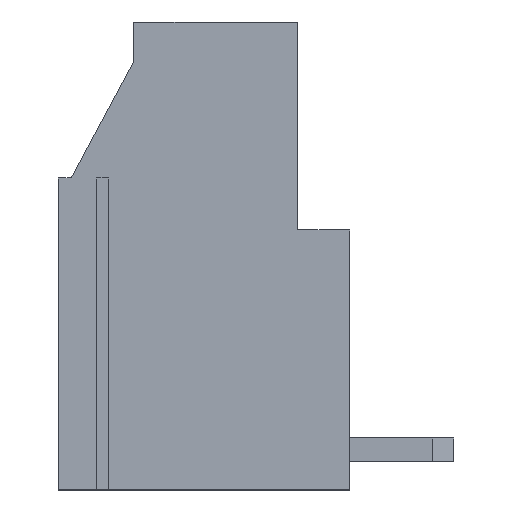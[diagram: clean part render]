
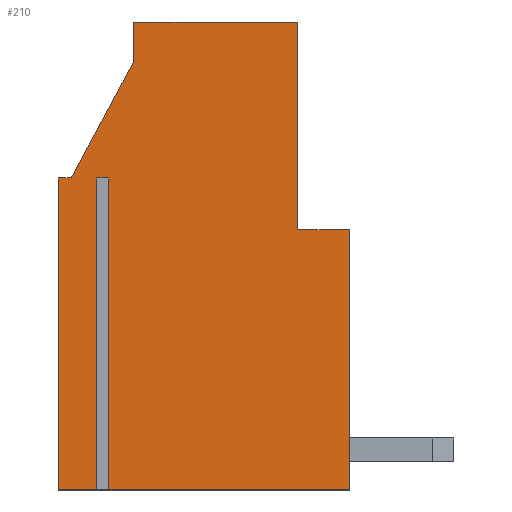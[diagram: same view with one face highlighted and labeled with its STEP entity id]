
A CAD part, front view. The second image highlights one B-rep face of the part: STEP entity #210.
In plain terms, the highlighted planar face has unit normal (0, -1, 0).
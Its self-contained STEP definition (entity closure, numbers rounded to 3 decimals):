
#210 = ADVANCED_FACE( '', ( #482 ), #483, .T. );
#482 = FACE_OUTER_BOUND( '', #836, .T. );
#483 = PLANE( '', #837 );
#836 = EDGE_LOOP( '', ( #1276, #1277, #1278, #1279, #1280, #1281, #1282, #1283, #1284, #1285, #1286, #1287, #1288 ) );
#837 = AXIS2_PLACEMENT_3D( '', #1289, #1290, #1291 );
#1276 = ORIENTED_EDGE( '', *, *, #2242, .T. );
#1277 = ORIENTED_EDGE( '', *, *, #2243, .F. );
#1278 = ORIENTED_EDGE( '', *, *, #2176, .T. );
#1279 = ORIENTED_EDGE( '', *, *, #2244, .T. );
#1280 = ORIENTED_EDGE( '', *, *, #2245, .T. );
#1281 = ORIENTED_EDGE( '', *, *, #2246, .F. );
#1282 = ORIENTED_EDGE( '', *, *, #2247, .F. );
#1283 = ORIENTED_EDGE( '', *, *, #2184, .F. );
#1284 = ORIENTED_EDGE( '', *, *, #2248, .T. );
#1285 = ORIENTED_EDGE( '', *, *, #2249, .T. );
#1286 = ORIENTED_EDGE( '', *, *, #2228, .T. );
#1287 = ORIENTED_EDGE( '', *, *, #2198, .T. );
#1288 = ORIENTED_EDGE( '', *, *, #2250, .T. );
#1289 = CARTESIAN_POINT( '', ( 0., -7.5, 0. ) );
#1290 = DIRECTION( '', ( 0., -1., 0. ) );
#1291 = DIRECTION( '', ( 0., 0., -1. ) );
#2176 = EDGE_CURVE( '', #2594, #2602, #2604, .T. );
#2184 = EDGE_CURVE( '', #2616, #2618, #2619, .T. );
#2198 = EDGE_CURVE( '', #2641, #2642, #2643, .T. );
#2228 = EDGE_CURVE( '', #2694, #2641, #2695, .T. );
#2242 = EDGE_CURVE( '', #2718, #2719, #2720, .T. );
#2243 = EDGE_CURVE( '', #2594, #2719, #2721, .T. );
#2244 = EDGE_CURVE( '', #2602, #2722, #2723, .T. );
#2245 = EDGE_CURVE( '', #2722, #2724, #2725, .T. );
#2246 = EDGE_CURVE( '', #2726, #2724, #2727, .T. );
#2247 = EDGE_CURVE( '', #2618, #2726, #2728, .T. );
#2248 = EDGE_CURVE( '', #2616, #2729, #2730, .T. );
#2249 = EDGE_CURVE( '', #2729, #2694, #2731, .T. );
#2250 = EDGE_CURVE( '', #2642, #2718, #2732, .T. );
#2594 = VERTEX_POINT( '', #3215 );
#2602 = VERTEX_POINT( '', #3225 );
#2604 = LINE( '', #3228, #3229 );
#2616 = VERTEX_POINT( '', #3243 );
#2618 = VERTEX_POINT( '', #3246 );
#2619 = LINE( '', #3247, #3248 );
#2641 = VERTEX_POINT( '', #3280 );
#2642 = VERTEX_POINT( '', #3281 );
#2643 = LINE( '', #3282, #3283 );
#2694 = VERTEX_POINT( '', #3356 );
#2695 = LINE( '', #3357, #3358 );
#2718 = VERTEX_POINT( '', #3391 );
#2719 = VERTEX_POINT( '', #3392 );
#2720 = LINE( '', #3393, #3394 );
#2721 = LINE( '', #3395, #3396 );
#2722 = VERTEX_POINT( '', #3397 );
#2723 = LINE( '', #3398, #3399 );
#2724 = VERTEX_POINT( '', #3400 );
#2725 = LINE( '', #3401, #3402 );
#2726 = VERTEX_POINT( '', #3403 );
#2727 = LINE( '', #3404, #3405 );
#2728 = LINE( '', #3406, #3407 );
#2729 = VERTEX_POINT( '', #3408 );
#2730 = LINE( '', #3409, #3410 );
#2731 = LINE( '', #3411, #3412 );
#2732 = LINE( '', #3413, #3414 );
#3215 = CARTESIAN_POINT( '', ( 1.47, -7.5, 12. ) );
#3225 = CARTESIAN_POINT( '', ( 1.93, -7.5, 12. ) );
#3228 = CARTESIAN_POINT( '', ( 1.47, -7.5, 12. ) );
#3229 = VECTOR( '', #4062, 1000. );
#3243 = CARTESIAN_POINT( '', ( 9.2, -7.5, 18. ) );
#3246 = CARTESIAN_POINT( '', ( 9.2, -7.5, 10. ) );
#3247 = CARTESIAN_POINT( '', ( 9.2, -7.5, 18. ) );
#3248 = VECTOR( '', #4072, 1000. );
#3280 = CARTESIAN_POINT( '', ( 0.5, -7.5, 12. ) );
#3281 = CARTESIAN_POINT( '', ( 0., -7.5, 12. ) );
#3282 = CARTESIAN_POINT( '', ( 5.35, -7.5, 12. ) );
#3283 = VECTOR( '', #4083, 1000. );
#3356 = CARTESIAN_POINT( '', ( 2.9, -7.5, 16.5 ) );
#3357 = CARTESIAN_POINT( '', ( -3.824, -7.5, 3.893 ) );
#3358 = VECTOR( '', #4112, 1000. );
#3391 = CARTESIAN_POINT( '', ( 0., -7.5, 0. ) );
#3392 = CARTESIAN_POINT( '', ( 1.47, -7.5, 0. ) );
#3393 = CARTESIAN_POINT( '', ( 0., -7.5, 0. ) );
#3394 = VECTOR( '', #4123, 1000. );
#3395 = CARTESIAN_POINT( '', ( 1.47, -7.5, 12. ) );
#3396 = VECTOR( '', #4124, 1000. );
#3397 = CARTESIAN_POINT( '', ( 1.93, -7.5, 0. ) );
#3398 = CARTESIAN_POINT( '', ( 1.93, -7.5, 12. ) );
#3399 = VECTOR( '', #4125, 1000. );
#3400 = CARTESIAN_POINT( '', ( 11.2, -7.5, 0. ) );
#3401 = CARTESIAN_POINT( '', ( 0., -7.5, 0. ) );
#3402 = VECTOR( '', #4126, 1000. );
#3403 = CARTESIAN_POINT( '', ( 11.2, -7.5, 10. ) );
#3404 = CARTESIAN_POINT( '', ( 11.2, -7.5, -1. ) );
#3405 = VECTOR( '', #4127, 1000. );
#3406 = CARTESIAN_POINT( '', ( 9.447, -7.5, 10. ) );
#3407 = VECTOR( '', #4128, 1000. );
#3408 = CARTESIAN_POINT( '', ( 2.9, -7.5, 18. ) );
#3409 = CARTESIAN_POINT( '', ( 15.2, -7.5, 18. ) );
#3410 = VECTOR( '', #4129, 1000. );
#3411 = CARTESIAN_POINT( '', ( 2.9, -7.5, -1. ) );
#3412 = VECTOR( '', #4130, 1000. );
#3413 = CARTESIAN_POINT( '', ( 0., -7.5, 18. ) );
#3414 = VECTOR( '', #4131, 1000. );
#4062 = DIRECTION( '', ( 1., 0., 0. ) );
#4072 = DIRECTION( '', ( 0., 0., -1. ) );
#4083 = DIRECTION( '', ( -1., 0., 0. ) );
#4112 = DIRECTION( '', ( -0.471, 0., -0.882 ) );
#4123 = DIRECTION( '', ( 1., 0., 0. ) );
#4124 = DIRECTION( '', ( 0., 0., -1. ) );
#4125 = DIRECTION( '', ( 0., 0., -1. ) );
#4126 = DIRECTION( '', ( 1., 0., 0. ) );
#4127 = DIRECTION( '', ( 0., 0., -1. ) );
#4128 = DIRECTION( '', ( 1., 0., 0. ) );
#4129 = DIRECTION( '', ( -1., 0., 0. ) );
#4130 = DIRECTION( '', ( 0., 0., -1. ) );
#4131 = DIRECTION( '', ( 0., 0., -1. ) );
